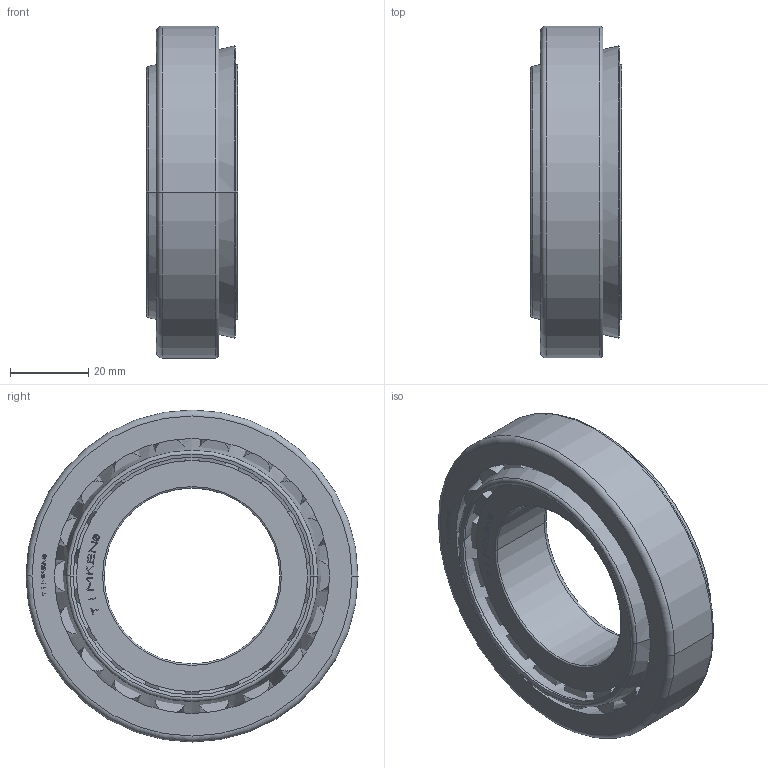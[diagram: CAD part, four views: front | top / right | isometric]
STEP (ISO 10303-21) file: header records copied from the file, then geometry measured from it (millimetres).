
FILE_DESCRIPTION(('starvars output'),'1');
FILE_NAME('30209.stp','19:33:34 2023/12/13',('TraceParts'),(' '),'Spatial InterOp 3D',' ',' ');
FILE_SCHEMA(('AUTOMOTIVE_DESIGN { 1 0 10303 214 3 1 1 }'));
Length unit declared in the file: millimetre
Products named in the file (1): 1
Bounding box: 23.3 x 85 x 85 mm (x, y, z)
Volume: 62123 mm3; surface area: 39594.6 mm2
Topology: 21 solids, 21 shells, 470 faces, 1152 edges, 758 vertices
Faces by surface type: plane 364, cone 56, cylinder 40, torus 10
Entity records: 17725 total; most frequent: CARTESIAN_POINT 2401, DIRECTION 2326, ORIENTED_EDGE 2304, EDGE_CURVE 1152, LINE 960, VECTOR 960, VERTEX_POINT 758, AXIS2_PLACEMENT_3D 683
